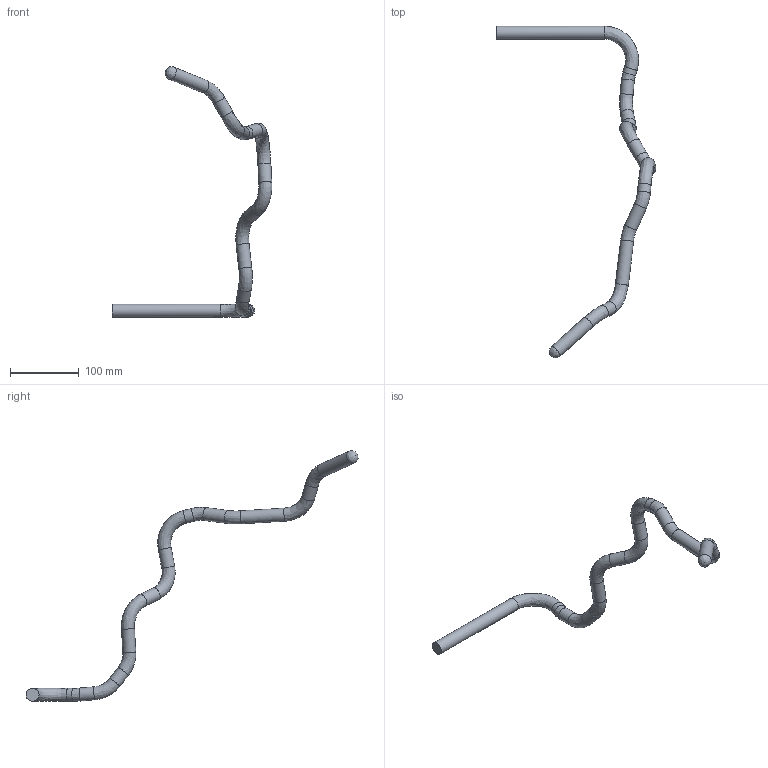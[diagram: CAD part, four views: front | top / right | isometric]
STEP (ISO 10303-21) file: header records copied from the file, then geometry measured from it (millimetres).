
FILE_DESCRIPTION(('STEP AP203'),'2;1');
FILE_NAME('D19_203.stp','2024-11-23T20:10:43',(''),(''),'2018.1.122','THINKDESIGN','');
FILE_SCHEMA(('CONFIG_CONTROL_DESIGN'));
Length unit declared in the file: millimetre
Bounding box: 232.85 x 483.98 x 365.3 mm (x, y, z)
Volume: 264794.6 mm3; surface area: 56249.1 mm2
Topology: 1 solids, 1 shells, 25 faces, 119 edges, 120 vertices
Faces by surface type: bspline 12, cylinder 12, plane 1
Full cylindrical faces by diameter (mm): 19 x12
Entity records: 1794 total; most frequent: CARTESIAN_POINT 651, DIRECTION 236, ORIENTED_EDGE 186, AXIS2_PLACEMENT_3D 105, EDGE_CURVE 93, CIRCLE 92, VERTEX_POINT 70, VECTOR 26
